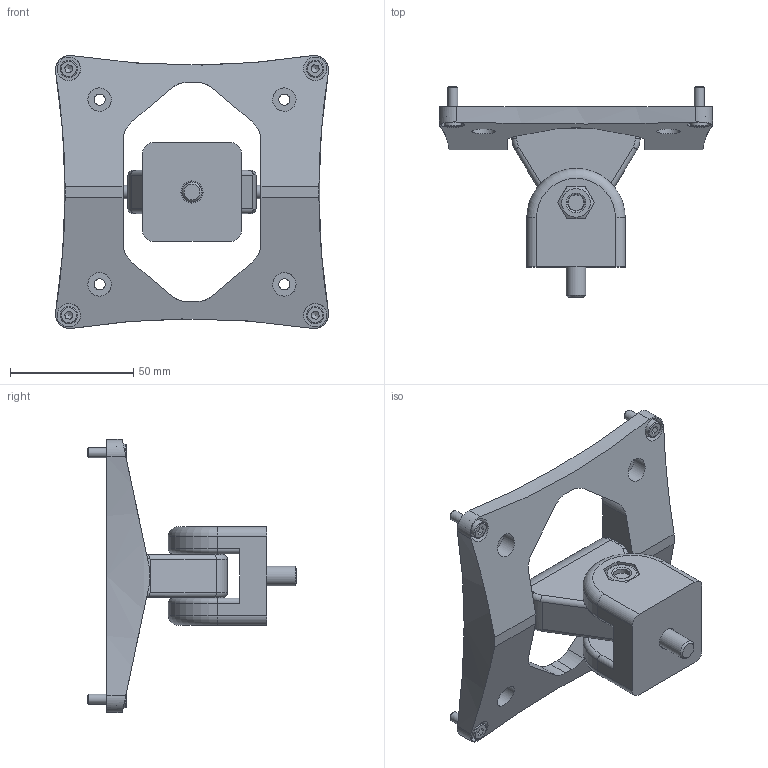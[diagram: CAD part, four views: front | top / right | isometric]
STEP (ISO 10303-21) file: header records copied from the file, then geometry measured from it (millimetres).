
FILE_DESCRIPTION(/* description */ (''),/* implementation_level */ '2;1');
FILE_NAME(/* name */ '14069_KriTec_Monitorgelenk_8_VESA_75-100.stp',/* time_stamp */ '2017-01-10T14:24:05+01:00',/* author */ ('M.Maron'),/* organization */ (''),/* preprocessor_version */ 'ST-DEVELOPER v16.1',/* originating_system */ 'Autodesk Inventor 2016',/* authorisation */ '');
FILE_SCHEMA (('AUTOMOTIVE_DESIGN { 1 0 10303 214 3 1 1 }'));
Length unit declared in the file: millimetre
Products named in the file (8): 1; 2; 11662_KriTec_Halbrundschraube_ISO_7380_M8x16; ISO 4033 - M8ISO 8; 15374_KriTec_Federscheibe_DIN_137_Form_B_d8,4mm; ISO 7380-1 - M8 x 30 10.9; ISO 4762 - M4 x 12DIN EN ISO 8.8; 14069_KriTec_Monitorgelenk_8_VESA_75-100
Assembly tree (11 placements, depth 2):
  14069_KriTec_Monitorgelenk_8_VESA_75-100
    1
    2
    11662_KriTec_Halbrundschraube_ISO_7380_M8x16
    ISO 4033 - M8ISO 8
    15374_KriTec_Federscheibe_DIN_137_Form_B_d8,4mm  x2
    ISO 7380-1 - M8 x 30 10.9
    ISO 4762 - M4 x 12DIN EN ISO 8.8  x4
Bounding box: 110.82 x 85.2 x 110.82 mm (x, y, z)
Volume: 145661.7 mm3; surface area: 44366.8 mm2
Topology: 11 solids, 13 shells, 240 faces, 550 edges, 354 vertices
Faces by surface type: plane 115, cylinder 84, torus 25, cone 16
Full cylindrical faces by diameter (mm): 4 x4, 4.5 x8, 5.5 x4, 6.647 x1, 7 x4, 8 x2, 8.4 x2, 8.5 x2, 8.6 x1, 9 x1, 9.5 x8, 14 x2, 15 x2, 16 x1, 16.8 x1
Entity records: 5560 total; most frequent: CARTESIAN_POINT 1124, DIRECTION 942, ORIENTED_EDGE 772, AXIS2_PLACEMENT_3D 388, EDGE_CURVE 386, EDGE_LOOP 288, VERTEX_POINT 278, FACE_OUTER_BOUND 191
